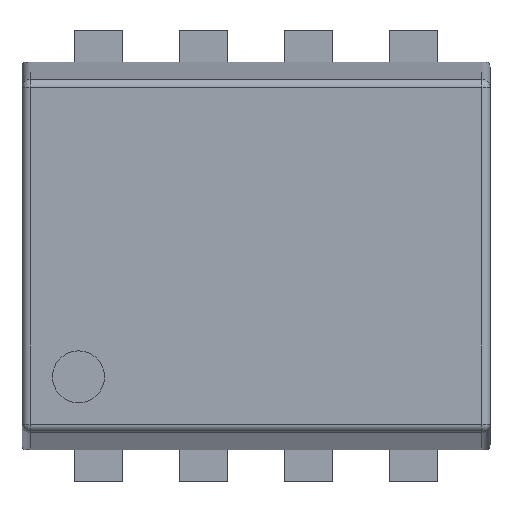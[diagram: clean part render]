
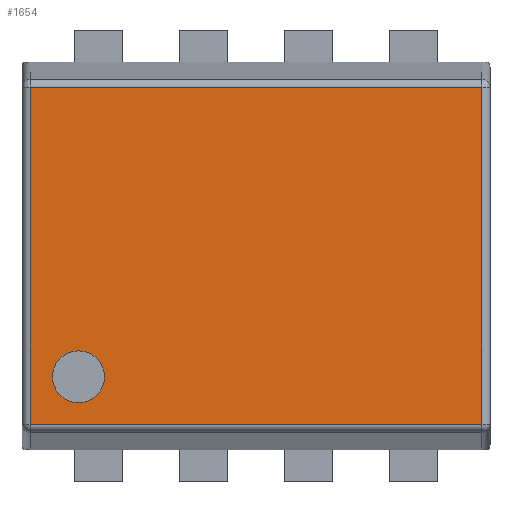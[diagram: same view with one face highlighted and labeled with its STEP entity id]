
A CAD part, top view. The second image highlights one B-rep face of the part: STEP entity #1654.
In plain terms, the highlighted planar face has unit normal (0, 0, 1).
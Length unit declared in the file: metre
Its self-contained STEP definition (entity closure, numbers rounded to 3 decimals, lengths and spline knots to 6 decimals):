
#49=CIRCLE('',#2302,0.000161);
#131=ORIENTED_EDGE('',*,*,#595,.T.);
#132=ORIENTED_EDGE('',*,*,#596,.T.);
#133=ORIENTED_EDGE('',*,*,#597,.T.);
#134=ORIENTED_EDGE('',*,*,#598,.T.);
#135=ORIENTED_EDGE('',*,*,#599,.F.);
#595=EDGE_CURVE('',#827,#828,#971,.T.);
#596=EDGE_CURVE('',#828,#829,#972,.T.);
#597=EDGE_CURVE('',#829,#830,#973,.F.);
#598=EDGE_CURVE('',#830,#827,#974,.F.);
#599=EDGE_CURVE('',#831,#831,#49,.T.);
#827=VERTEX_POINT('',#2966);
#828=VERTEX_POINT('',#2967);
#829=VERTEX_POINT('',#2969);
#830=VERTEX_POINT('',#2971);
#831=VERTEX_POINT('',#2974);
#971=LINE('',#2965,#1157);
#972=LINE('',#2968,#1158);
#973=LINE('',#2970,#1159);
#974=LINE('',#2972,#1160);
#1157=VECTOR('',#2487,1.);
#1158=VECTOR('',#2488,1.);
#1159=VECTOR('',#2489,1.);
#1160=VECTOR('',#2490,1.);
#1315=EDGE_LOOP('',(#131,#132,#133,#134));
#1316=EDGE_LOOP('',(#135));
#1407=FACE_BOUND('',#1315,.T.);
#1408=FACE_BOUND('',#1316,.T.);
#1499=PLANE('',#2301);
#1654=ADVANCED_FACE('',(#1407,#1408),#1499,.T.);
#2301=AXIS2_PLACEMENT_3D('',#2964,#2485,#2486);
#2302=AXIS2_PLACEMENT_3D('',#2973,#2491,#2492);
#2485=DIRECTION('',(0.,0.,1.));
#2486=DIRECTION('',(1.,0.,0.));
#2487=DIRECTION('',(-1.,0.,0.));
#2488=DIRECTION('',(0.,-1.,0.));
#2489=DIRECTION('',(-1.,0.,0.));
#2490=DIRECTION('',(0.,-1.,0.));
#2491=DIRECTION('',(0.,0.,1.));
#2492=DIRECTION('',(1.,0.,0.));
#2964=CARTESIAN_POINT('',(0.,0.,0.0008));
#2965=CARTESIAN_POINT('',(0.,0.001043,0.0008));
#2966=CARTESIAN_POINT('',(0.0014,0.001043,0.0008));
#2967=CARTESIAN_POINT('',(-0.0014,0.001043,0.0008));
#2968=CARTESIAN_POINT('',(-0.0014,-0.001085,0.0008));
#2969=CARTESIAN_POINT('',(-0.0014,-0.001043,0.0008));
#2970=CARTESIAN_POINT('',(0.00145,-0.001043,0.0008));
#2971=CARTESIAN_POINT('',(0.0014,-0.001043,0.0008));
#2972=CARTESIAN_POINT('',(0.0014,0.,0.0008));
#2973=CARTESIAN_POINT('',(-0.0011,-0.00075,0.0008));
#2974=CARTESIAN_POINT('',(-0.000939,-0.00075,0.0008));
